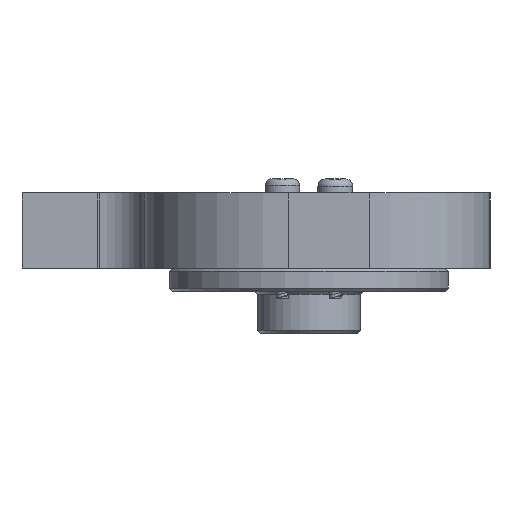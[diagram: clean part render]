
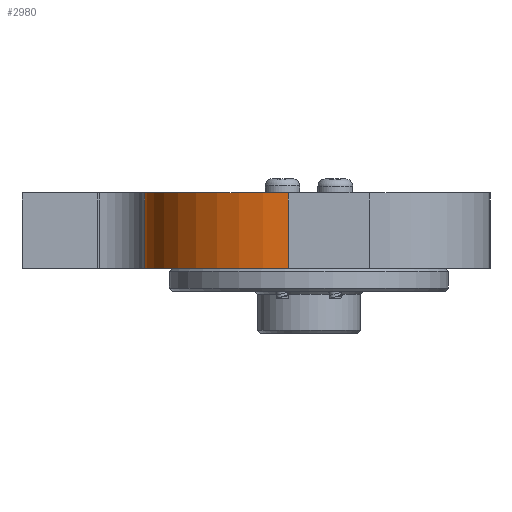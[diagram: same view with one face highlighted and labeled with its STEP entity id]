
A CAD part, left-side view. The second image highlights one B-rep face of the part: STEP entity #2980.
In plain terms, the highlighted cylindrical face has radius 9.5 mm (diameter 19 mm), a partial arc.
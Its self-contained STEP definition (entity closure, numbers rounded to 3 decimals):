
#371=FACE_OUTER_BOUND('',#559,.T.);
#559=EDGE_LOOP('',(#2194,#2195,#2196,#2197));
#826=LINE('',#4459,#1023);
#827=LINE('',#4461,#1024);
#1023=VECTOR('',#3663,1000.);
#1024=VECTOR('',#3666,1000.);
#1142=CIRCLE('',#3198,9.5);
#1153=CIRCLE('',#3210,9.5);
#1276=VERTEX_POINT('',#4269);
#1277=VERTEX_POINT('',#4271);
#1346=VERTEX_POINT('',#4412);
#1347=VERTEX_POINT('',#4414);
#1585=EDGE_CURVE('',#1276,#1277,#1142,.T.);
#1657=EDGE_CURVE('',#1347,#1346,#1153,.T.);
#1681=EDGE_CURVE('',#1276,#1347,#826,.T.);
#1682=EDGE_CURVE('',#1277,#1346,#827,.T.);
#2194=ORIENTED_EDGE('',*,*,#1657,.T.);
#2195=ORIENTED_EDGE('',*,*,#1682,.F.);
#2196=ORIENTED_EDGE('',*,*,#1585,.F.);
#2197=ORIENTED_EDGE('',*,*,#1681,.T.);
#2907=CYLINDRICAL_SURFACE('',#3223,9.5);
#2980=ADVANCED_FACE('',(#371),#2907,.T.);
#3198=AXIS2_PLACEMENT_3D('',#4272,#3532,#3533);
#3210=AXIS2_PLACEMENT_3D('',#4415,#3617,#3618);
#3223=AXIS2_PLACEMENT_3D('',#4460,#3664,#3665);
#3532=DIRECTION('center_axis',(0.,0.,1.));
#3533=DIRECTION('ref_axis',(1.,0.,0.));
#3617=DIRECTION('center_axis',(0.,0.,1.));
#3618=DIRECTION('ref_axis',(1.,0.,0.));
#3663=DIRECTION('',(0.,0.,-1.));
#3664=DIRECTION('center_axis',(0.,0.,-1.));
#3665=DIRECTION('ref_axis',(-1.,0.,0.));
#3666=DIRECTION('',(0.,0.,-1.));
#4269=CARTESIAN_POINT('',(-40.064,7.36,5.));
#4271=CARTESIAN_POINT('',(-49.564,-2.14,5.));
#4272=CARTESIAN_POINT('Origin',(-40.064,-2.14,5.));
#4412=CARTESIAN_POINT('',(-49.564,-2.14,0.));
#4414=CARTESIAN_POINT('',(-40.064,7.36,0.));
#4415=CARTESIAN_POINT('Origin',(-40.064,-2.14,0.));
#4459=CARTESIAN_POINT('',(-40.064,7.36,5.));
#4460=CARTESIAN_POINT('Origin',(-40.064,-2.14,5.));
#4461=CARTESIAN_POINT('',(-49.564,-2.14,5.));
